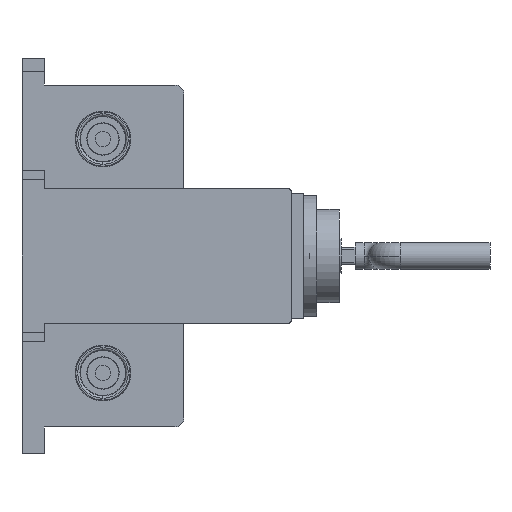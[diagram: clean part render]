
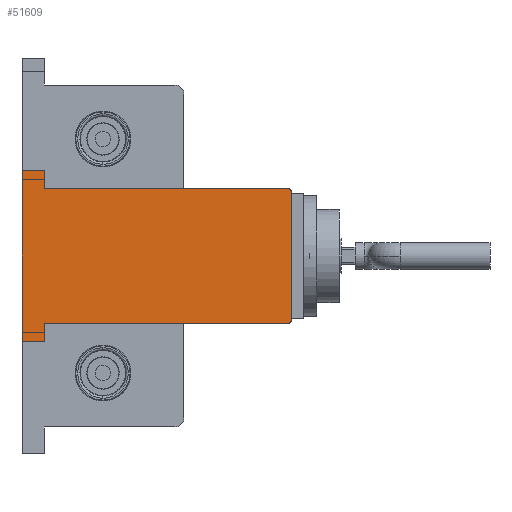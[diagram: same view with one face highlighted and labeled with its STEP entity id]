
A CAD part, front view. The second image highlights one B-rep face of the part: STEP entity #51609.
In plain terms, the highlighted face is planar.
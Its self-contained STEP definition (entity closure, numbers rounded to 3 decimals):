
#618 = CARTESIAN_POINT ( 'NONE',  ( -157.5, -95., -39. ) ) ;
#2001 = VECTOR ( 'NONE', #66921, 1000. ) ;
#2503 = ORIENTED_EDGE ( 'NONE', *, *, #44178, .T. ) ;
#3811 = DIRECTION ( 'NONE',  ( 0., -1., 0. ) ) ;
#3926 = CARTESIAN_POINT ( 'NONE',  ( 142.5, 70., -39. ) ) ;
#9589 = DIRECTION ( 'NONE',  ( 0., -1., 0. ) ) ;
#10579 = VECTOR ( 'NONE', #9589, 1000. ) ;
#11610 = CARTESIAN_POINT ( 'NONE',  ( -132.5, 95., -39. ) ) ;
#12047 = LINE ( 'NONE', #11610, #31423 ) ;
#12618 = CARTESIAN_POINT ( 'NONE',  ( 137.5, 70., -39. ) ) ;
#12620 = CARTESIAN_POINT ( 'NONE',  ( -157.5, 95., -39. ) ) ;
#12912 = VECTOR ( 'NONE', #23618, 1000. ) ;
#13031 = VERTEX_POINT ( 'NONE', #3926 ) ;
#13384 = ORIENTED_EDGE ( 'NONE', *, *, #78891, .T. ) ;
#13501 = ORIENTED_EDGE ( 'NONE', *, *, #14228, .T. ) ;
#14228 = EDGE_CURVE ( 'NONE', #65766, #37586, #52067, .T. ) ;
#17548 = VECTOR ( 'NONE', #75113, 1000. ) ;
#17595 = EDGE_CURVE ( 'NONE', #37586, #84382, #18658, .T. ) ;
#18091 = AXIS2_PLACEMENT_3D ( 'NONE', #59556, #81821, #33548 ) ;
#18658 = LINE ( 'NONE', #19119, #27077 ) ;
#18973 = ORIENTED_EDGE ( 'NONE', *, *, #49604, .F. ) ;
#19119 = CARTESIAN_POINT ( 'NONE',  ( -142.5, -75., -39. ) ) ;
#21757 = EDGE_CURVE ( 'NONE', #13031, #65766, #75520, .T. ) ;
#22373 = ORIENTED_EDGE ( 'NONE', *, *, #17595, .T. ) ;
#23618 = DIRECTION ( 'NONE',  ( 1., 0., 0. ) ) ;
#24124 = ORIENTED_EDGE ( 'NONE', *, *, #47167, .F. ) ;
#24562 = CARTESIAN_POINT ( 'NONE',  ( -157.5, 95., -39. ) ) ;
#26623 = CARTESIAN_POINT ( 'NONE',  ( 137.5, -70., -39. ) ) ;
#26687 = VECTOR ( 'NONE', #75253, 1000. ) ;
#27077 = VECTOR ( 'NONE', #66981, 1000. ) ;
#28733 = VECTOR ( 'NONE', #38363, 1000. ) ;
#29644 = CARTESIAN_POINT ( 'NONE',  ( -132.5, 95., -39. ) ) ;
#31423 = VECTOR ( 'NONE', #3811, 1000. ) ;
#31553 = CARTESIAN_POINT ( 'NONE',  ( 137.5, 75., -39. ) ) ;
#32205 = FACE_OUTER_BOUND ( 'NONE', #82878, .T. ) ;
#32283 = LINE ( 'NONE', #24562, #2001 ) ;
#33548 = DIRECTION ( 'NONE',  ( -1., 0., 0. ) ) ;
#37586 = VERTEX_POINT ( 'NONE', #79660 ) ;
#38363 = DIRECTION ( 'NONE',  ( 0., -1., 0. ) ) ;
#39655 = CARTESIAN_POINT ( 'NONE',  ( -132.5, 95., -39. ) ) ;
#41841 = EDGE_CURVE ( 'NONE', #59169, #60131, #82418, .T. ) ;
#42303 = ORIENTED_EDGE ( 'NONE', *, *, #55046, .T. ) ;
#42884 = LINE ( 'NONE', #29644, #10579 ) ;
#44178 = EDGE_CURVE ( 'NONE', #59261, #71193, #42884, .T. ) ;
#44616 = VERTEX_POINT ( 'NONE', #12620 ) ;
#47167 = EDGE_CURVE ( 'NONE', #44616, #60131, #32283, .T. ) ;
#49604 = EDGE_CURVE ( 'NONE', #59261, #44616, #75708, .T. ) ;
#51609 = ADVANCED_FACE ( 'NONE', ( #32205 ), #74957, .T. ) ;
#52067 = CIRCLE ( 'NONE', #73896, 5. ) ;
#53775 = CARTESIAN_POINT ( 'NONE',  ( -132.5, -95., -39. ) ) ;
#55046 = EDGE_CURVE ( 'NONE', #84382, #59169, #12047, .T. ) ;
#56112 = CIRCLE ( 'NONE', #67761, 5. ) ;
#59169 = VERTEX_POINT ( 'NONE', #53775 ) ;
#59261 = VERTEX_POINT ( 'NONE', #39655 ) ;
#59556 = CARTESIAN_POINT ( 'NONE',  ( 0., 0., -39. ) ) ;
#60131 = VERTEX_POINT ( 'NONE', #618 ) ;
#60407 = CARTESIAN_POINT ( 'NONE',  ( -132.5, -75., -39. ) ) ;
#60810 = DIRECTION ( 'NONE',  ( 0., 0., -1. ) ) ;
#60998 = CARTESIAN_POINT ( 'NONE',  ( 142.5, -75., -39. ) ) ;
#62192 = CARTESIAN_POINT ( 'NONE',  ( 142.5, -70., -39. ) ) ;
#62388 = CARTESIAN_POINT ( 'NONE',  ( -132.5, -95., -39. ) ) ;
#63622 = ORIENTED_EDGE ( 'NONE', *, *, #21757, .T. ) ;
#65766 = VERTEX_POINT ( 'NONE', #62192 ) ;
#66921 = DIRECTION ( 'NONE',  ( 0., -1., 0. ) ) ;
#66981 = DIRECTION ( 'NONE',  ( -1., 0., 0. ) ) ;
#67761 = AXIS2_PLACEMENT_3D ( 'NONE', #12618, #89562, #76344 ) ;
#68912 = CARTESIAN_POINT ( 'NONE',  ( -132.5, 95., -39. ) ) ;
#68955 = ORIENTED_EDGE ( 'NONE', *, *, #86009, .T. ) ;
#71193 = VERTEX_POINT ( 'NONE', #72793 ) ;
#72793 = CARTESIAN_POINT ( 'NONE',  ( -132.5, 75., -39. ) ) ;
#73896 = AXIS2_PLACEMENT_3D ( 'NONE', #26623, #60810, #75325 ) ;
#74957 = PLANE ( 'NONE',  #18091 ) ;
#75113 = DIRECTION ( 'NONE',  ( -1., 0., 0. ) ) ;
#75253 = DIRECTION ( 'NONE',  ( -1., 0., 0. ) ) ;
#75325 = DIRECTION ( 'NONE',  ( -1., 0., 0. ) ) ;
#75520 = LINE ( 'NONE', #60998, #28733 ) ;
#75708 = LINE ( 'NONE', #68912, #26687 ) ;
#76344 = DIRECTION ( 'NONE',  ( -1., 0., 0. ) ) ;
#77377 = CARTESIAN_POINT ( 'NONE',  ( -142.5, 75., -39. ) ) ;
#78285 = ORIENTED_EDGE ( 'NONE', *, *, #41841, .T. ) ;
#78891 = EDGE_CURVE ( 'NONE', #81400, #13031, #56112, .T. ) ;
#79660 = CARTESIAN_POINT ( 'NONE',  ( 137.5, -75., -39. ) ) ;
#81400 = VERTEX_POINT ( 'NONE', #31553 ) ;
#81821 = DIRECTION ( 'NONE',  ( 0., 0., -1. ) ) ;
#82418 = LINE ( 'NONE', #62388, #17548 ) ;
#82878 = EDGE_LOOP ( 'NONE', ( #2503, #68955, #13384, #63622, #13501, #22373, #42303, #78285, #24124, #18973 ) ) ;
#84382 = VERTEX_POINT ( 'NONE', #60407 ) ;
#86009 = EDGE_CURVE ( 'NONE', #71193, #81400, #86449, .T. ) ;
#86449 = LINE ( 'NONE', #77377, #12912 ) ;
#89562 = DIRECTION ( 'NONE',  ( 0., 0., -1. ) ) ;
